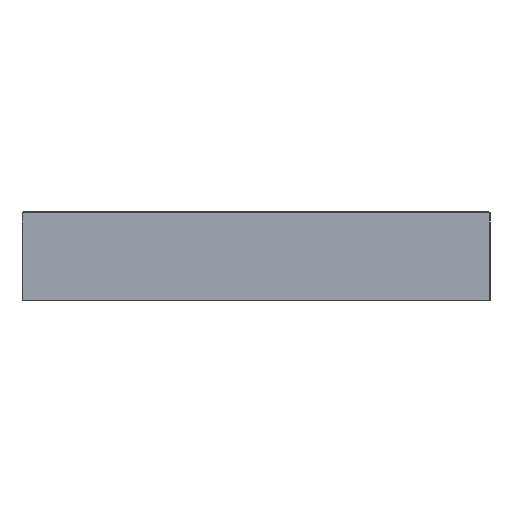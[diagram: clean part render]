
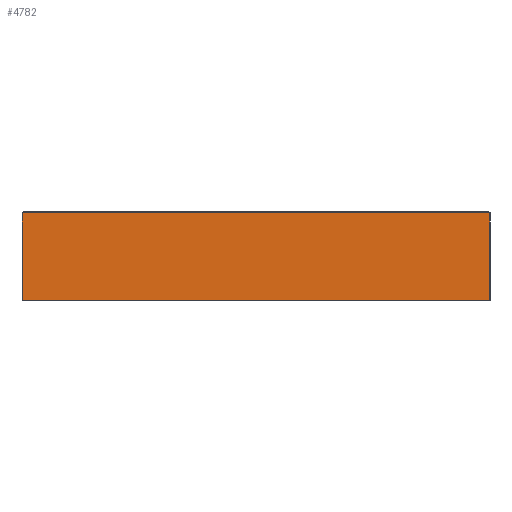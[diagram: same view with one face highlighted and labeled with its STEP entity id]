
A CAD part, left-side view. The second image highlights one B-rep face of the part: STEP entity #4782.
In plain terms, the highlighted planar face has unit normal (-1, 0, 0).
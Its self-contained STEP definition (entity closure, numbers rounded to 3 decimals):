
#351=FACE_OUTER_BOUND('',#617,.T.);
#617=EDGE_LOOP('',(#3203,#3204,#3205,#3206));
#906=LINE('',#6412,#1429);
#911=LINE('',#6421,#1434);
#943=LINE('',#6484,#1466);
#944=LINE('',#6485,#1467);
#1429=VECTOR('',#5353,1.);
#1434=VECTOR('',#5360,1.);
#1466=VECTOR('',#5408,1.);
#1467=VECTOR('',#5409,1.);
#1952=VERTEX_POINT('',#6409);
#1953=VERTEX_POINT('',#6411);
#1956=VERTEX_POINT('',#6420);
#1979=VERTEX_POINT('',#6483);
#2430=EDGE_CURVE('',#1953,#1952,#906,.T.);
#2435=EDGE_CURVE('',#1953,#1956,#911,.T.);
#2467=EDGE_CURVE('',#1952,#1979,#943,.T.);
#2468=EDGE_CURVE('',#1956,#1979,#944,.T.);
#3203=ORIENTED_EDGE('',*,*,#2467,.T.);
#3204=ORIENTED_EDGE('',*,*,#2468,.F.);
#3205=ORIENTED_EDGE('',*,*,#2435,.F.);
#3206=ORIENTED_EDGE('',*,*,#2430,.T.);
#4583=PLANE('',#5078);
#4782=ADVANCED_FACE('',(#351),#4583,.F.);
#5078=AXIS2_PLACEMENT_3D('',#6482,#5406,#5407);
#5353=DIRECTION('',(0.,0.,-1.));
#5360=DIRECTION('',(0.,-1.,0.));
#5406=DIRECTION('center_axis',(1.,0.,0.));
#5407=DIRECTION('ref_axis',(0.,0.,-1.));
#5408=DIRECTION('',(0.,-1.,0.));
#5409=DIRECTION('',(0.,0.,-1.));
#6409=CARTESIAN_POINT('',(-2.25,1.6,0.));
#6411=CARTESIAN_POINT('',(-2.25,1.6,0.6));
#6412=CARTESIAN_POINT('',(-2.25,1.6,0.6));
#6420=CARTESIAN_POINT('',(-2.25,-1.6,0.6));
#6421=CARTESIAN_POINT('',(-2.25,-1.6,0.6));
#6482=CARTESIAN_POINT('Origin',(-2.25,-1.6,0.6));
#6483=CARTESIAN_POINT('',(-2.25,-1.6,0.));
#6484=CARTESIAN_POINT('',(-2.25,-1.6,0.));
#6485=CARTESIAN_POINT('',(-2.25,-1.6,0.6));
